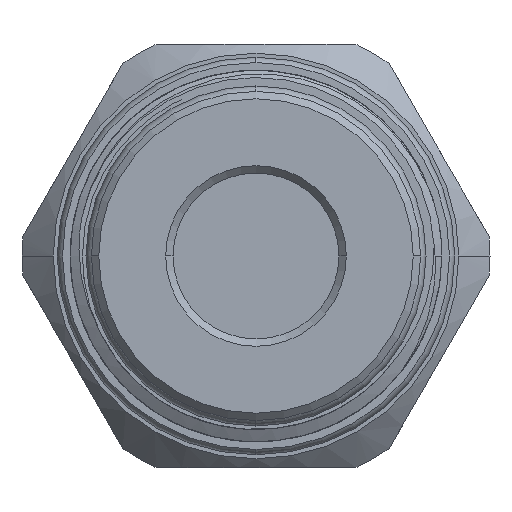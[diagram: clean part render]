
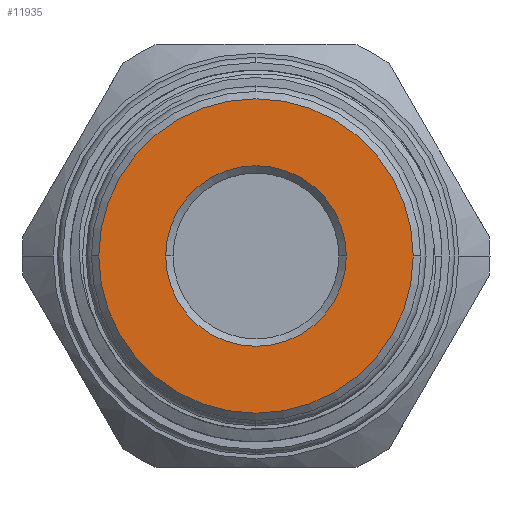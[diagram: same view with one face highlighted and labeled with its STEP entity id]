
A CAD part, left-side view. The second image highlights one B-rep face of the part: STEP entity #11935.
In plain terms, the highlighted planar face has unit normal (-1, 0, 0).
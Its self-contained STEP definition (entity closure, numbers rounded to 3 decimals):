
#683 = DIRECTION ( 'NONE',  ( 1., 0., 0. ) ) ;
#809 = EDGE_CURVE ( 'NONE', #6681, #4942, #6860, .T. ) ;
#964 = DIRECTION ( 'NONE',  ( 0., -1., 0. ) ) ;
#1951 = ORIENTED_EDGE ( 'NONE', *, *, #7544, .F. ) ;
#2147 = ORIENTED_EDGE ( 'NONE', *, *, #7490, .F. ) ;
#2267 = CARTESIAN_POINT ( 'NONE',  ( -78.1, 0., 0. ) ) ;
#2289 = CARTESIAN_POINT ( 'NONE',  ( -78.1, 0., 0. ) ) ;
#2366 = AXIS2_PLACEMENT_3D ( 'NONE', #2289, #5363, #5413 ) ;
#3017 = CARTESIAN_POINT ( 'NONE',  ( -78.1, 0., 0. ) ) ;
#3404 = ORIENTED_EDGE ( 'NONE', *, *, #3693, .T. ) ;
#3693 = EDGE_CURVE ( 'NONE', #4942, #6681, #8736, .T. ) ;
#4722 = CARTESIAN_POINT ( 'NONE',  ( -78.1, -10.615, 0. ) ) ;
#4942 = VERTEX_POINT ( 'NONE', #7600 ) ;
#5142 = PLANE ( 'NONE',  #6949 ) ;
#5363 = DIRECTION ( 'NONE',  ( 1., 0., 0. ) ) ;
#5413 = DIRECTION ( 'NONE',  ( 0., -1., 0. ) ) ;
#5457 = CIRCLE ( 'NONE', #7977, 10.615 ) ;
#5564 = DIRECTION ( 'NONE',  ( 0., -1., 0. ) ) ;
#6185 = DIRECTION ( 'NONE',  ( 1., 0., 0. ) ) ;
#6442 = CIRCLE ( 'NONE', #11197, 10.615 ) ;
#6566 = FACE_BOUND ( 'NONE', #12376, .T. ) ;
#6681 = VERTEX_POINT ( 'NONE', #7089 ) ;
#6860 = CIRCLE ( 'NONE', #2366, 6.1 ) ;
#6949 = AXIS2_PLACEMENT_3D ( 'NONE', #3017, #6185, #964 ) ;
#7089 = CARTESIAN_POINT ( 'NONE',  ( -78.1, 6.1, 0. ) ) ;
#7490 = EDGE_CURVE ( 'NONE', #12933, #13192, #6442, .T. ) ;
#7544 = EDGE_CURVE ( 'NONE', #13192, #12933, #5457, .T. ) ;
#7600 = CARTESIAN_POINT ( 'NONE',  ( -78.1, -6.1, 0. ) ) ;
#7977 = AXIS2_PLACEMENT_3D ( 'NONE', #8144, #12532, #9529 ) ;
#8144 = CARTESIAN_POINT ( 'NONE',  ( -78.1, 0., 0. ) ) ;
#8736 = CIRCLE ( 'NONE', #9732, 6.1 ) ;
#9316 = CARTESIAN_POINT ( 'NONE',  ( -78.1, 10.615, 0. ) ) ;
#9418 = DIRECTION ( 'NONE',  ( 1., 0., 0. ) ) ;
#9529 = DIRECTION ( 'NONE',  ( 0., -1., 0. ) ) ;
#9732 = AXIS2_PLACEMENT_3D ( 'NONE', #2267, #9418, #5564 ) ;
#9833 = CARTESIAN_POINT ( 'NONE',  ( -78.1, 0., 0. ) ) ;
#9841 = EDGE_LOOP ( 'NONE', ( #2147, #1951 ) ) ;
#10880 = ORIENTED_EDGE ( 'NONE', *, *, #809, .T. ) ;
#10883 = DIRECTION ( 'NONE',  ( 0., -1., 0. ) ) ;
#11197 = AXIS2_PLACEMENT_3D ( 'NONE', #9833, #683, #10883 ) ;
#11635 = FACE_OUTER_BOUND ( 'NONE', #9841, .T. ) ;
#11935 = ADVANCED_FACE ( 'NONE', ( #6566, #11635 ), #5142, .F. ) ;
#12376 = EDGE_LOOP ( 'NONE', ( #10880, #3404 ) ) ;
#12532 = DIRECTION ( 'NONE',  ( 1., 0., 0. ) ) ;
#12933 = VERTEX_POINT ( 'NONE', #4722 ) ;
#13192 = VERTEX_POINT ( 'NONE', #9316 ) ;
